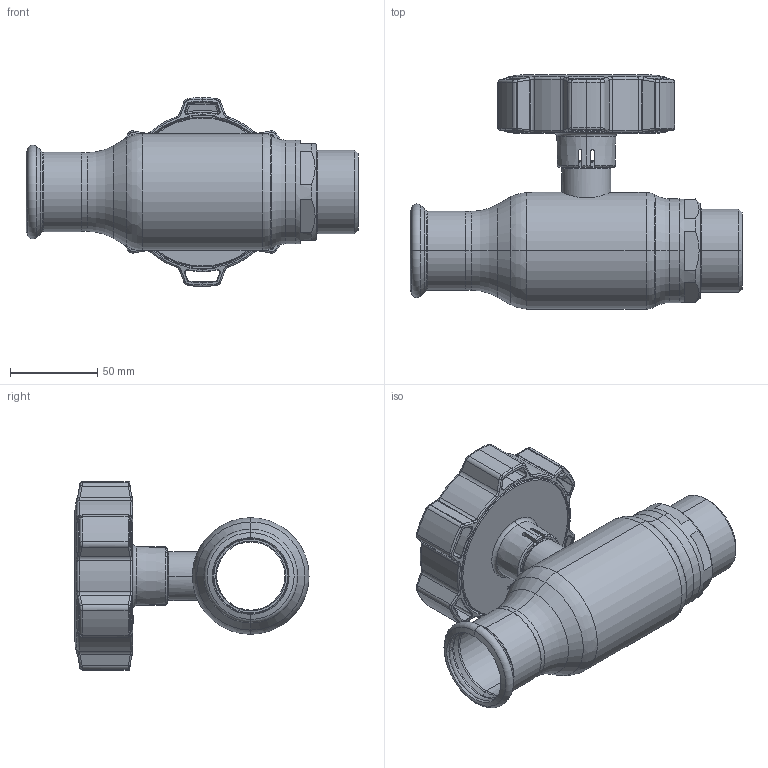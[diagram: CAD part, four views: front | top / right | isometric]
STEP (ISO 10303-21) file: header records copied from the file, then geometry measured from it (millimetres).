
FILE_DESCRIPTION (( 'STEP AP214' ), '1' );
FILE_NAME ('2040001200-0200.step', '2024-01-11T11:13:10', ( '' ), ( '' ), 'SwSTEP 2.0', 'SolidWorks 2021', '' );
FILE_SCHEMA (( 'AUTOMOTIVE_DESIGN' ));
Length unit declared in the file: millimetre
Products named in the file (1): 2040001200-0200
Bounding box: 189.8 x 133.84 x 107.98 mm (x, y, z)
Surface area: 92266 mm2 (no closed solid volume)
Topology: 0 solids, 9 shells, 511 faces, 1615 edges, 1069 vertices
Faces by surface type: bspline 154, cylinder 115, plane 104, torus 75, cone 57, sphere 6
Entity records: 31868 total; most frequent: CARTESIAN_POINT 13704, ORIENTED_EDGE 2739, DIRECTION 2186, EDGE_CURVE 1609, VERTEX_POINT 1069, AXIS2_PLACEMENT_3D 868, B_SPLINE_CURVE_WITH_KNOTS 626, EDGE_LOOP 543
